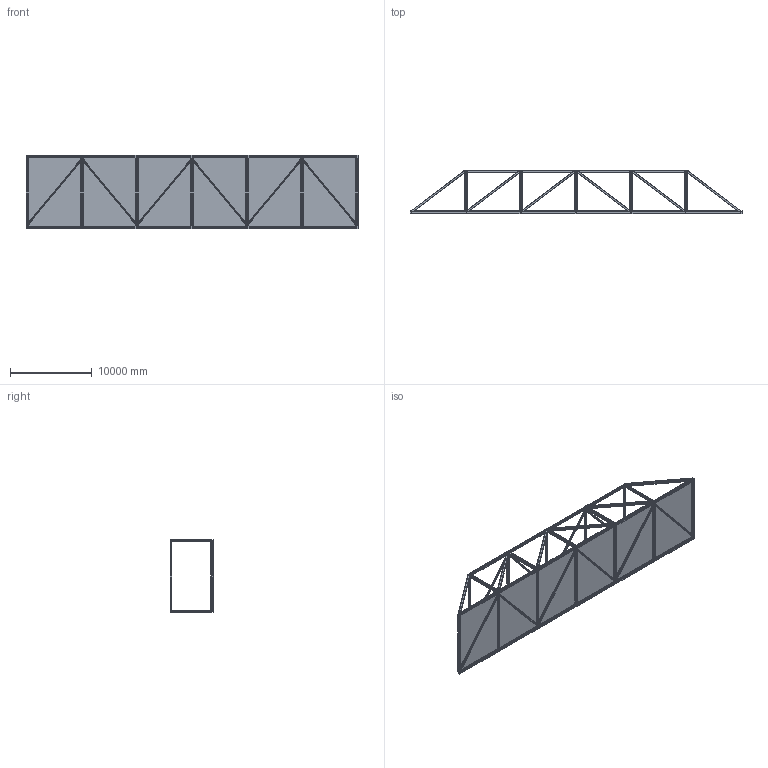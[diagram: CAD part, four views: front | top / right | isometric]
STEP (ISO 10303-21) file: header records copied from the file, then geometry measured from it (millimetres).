
FILE_DESCRIPTION(('FreeCAD Model'),'2;1');
FILE_NAME('Open CASCADE Shape Model','2025-05-09T09:36:15',('FreeCAD'),( 'FreeCAD'),'Open CASCADE STEP processor 7.6','FreeCAD','Unknown');
FILE_SCHEMA(('AUTOMOTIVE_DESIGN { 1 0 10303 214 1 1 1 1 }'));
Length unit declared in the file: millimetre
Products named in the file (1): Open CASCADE STEP translator 7.6 1
Bounding box: 40637.3 x 5315.14 x 8948.28 mm (x, y, z)
Volume: 51629623917.9 mm3; surface area: 1364581866.7 mm2
Topology: 65 solids, 65 shells, 1166 faces, 3108 edges, 2072 vertices
Faces by surface type: bspline 1166
Entity records: 32522 total; most frequent: CARTESIAN_POINT 13977, ORIENTED_EDGE 6216, EDGE_CURVE 3108, B_SPLINE_CURVE_WITH_KNOTS 2596, VERTEX_POINT 2072, ADVANCED_FACE 1166, FACE_BOUND 1166, EDGE_LOOP 1166
